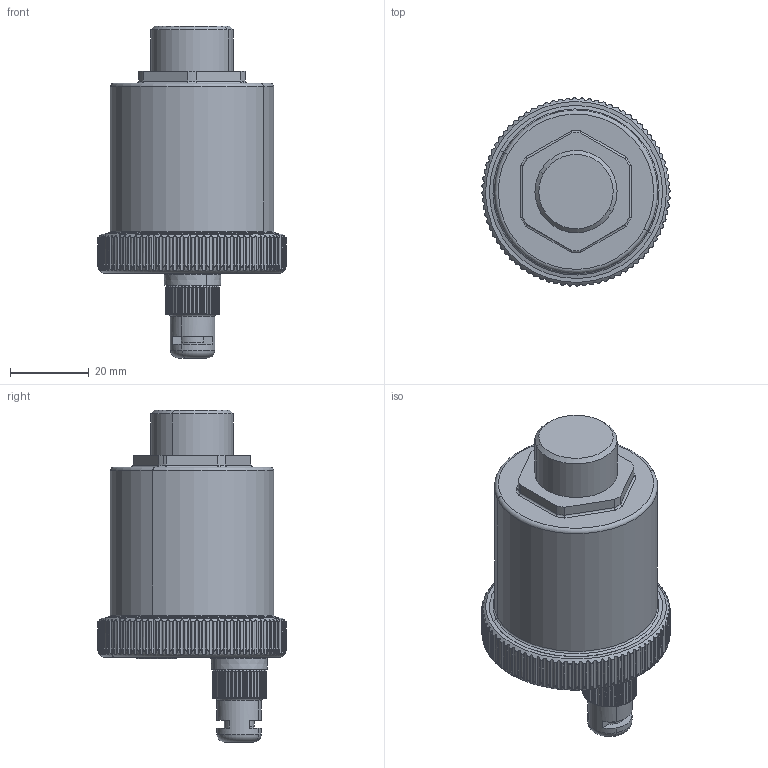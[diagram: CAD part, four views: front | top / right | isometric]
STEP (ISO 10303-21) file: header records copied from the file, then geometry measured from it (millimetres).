
FILE_DESCRIPTION(('CATIA V5 STEP Exchange'),'2;1');
FILE_NAME('STEP_502043_CST_-_TST.stp','2018-09-19T09:14:11+00:00',('none'),('none'),'CATIA Version 5-6 Release 2016 SP4','CATIA V5 STEP AP203','none');
FILE_SCHEMA(('CONFIG_CONTROL_DESIGN'));
Length unit declared in the file: millimetre
Products named in the file (1): 502043 CST - TST
Bounding box: 47.9 x 47.9 x 84.4 mm (x, y, z)
Volume: 77861.5 mm3; surface area: 12269.8 mm2
Topology: 1 solids, 4 shells, 755 faces, 2193 edges, 1439 vertices
Faces by surface type: cylinder 334, plane 294, torus 72, bspline 29, cone 17, sphere 9
Entity records: 30400 total; most frequent: CARTESIAN_POINT 13140, ORIENTED_EDGE 4356, DIRECTION 2369, EDGE_CURVE 2178, VERTEX_POINT 1439, AXIS2_PLACEMENT_3D 1021, B_SPLINE_CURVE_WITH_KNOTS 1007, EDGE_LOOP 767
